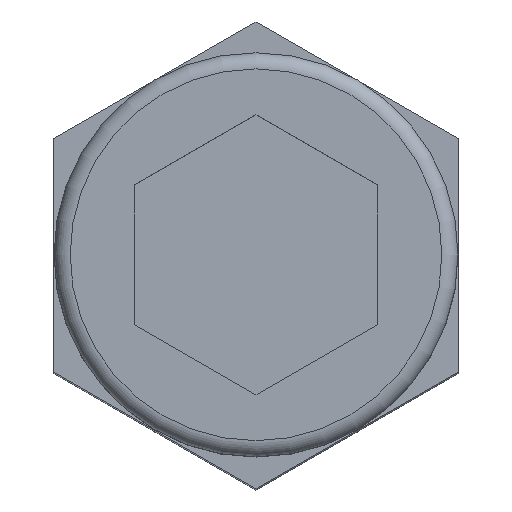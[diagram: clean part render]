
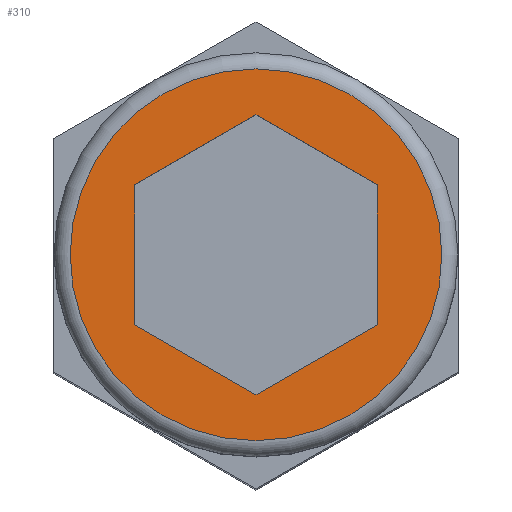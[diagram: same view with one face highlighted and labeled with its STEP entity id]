
A CAD part, top view. The second image highlights one B-rep face of the part: STEP entity #310.
In plain terms, the highlighted planar face has unit normal (0, 0, 1).
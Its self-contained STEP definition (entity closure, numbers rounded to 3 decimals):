
#310 = ADVANCED_FACE('',(#311,#322),#372,.F.);
#311 = FACE_BOUND('',#312,.T.);
#312 = EDGE_LOOP('',(#313));
#313 = ORIENTED_EDGE('',*,*,#314,.F.);
#314 = EDGE_CURVE('',#315,#315,#317,.T.);
#315 = VERTEX_POINT('',#316);
#316 = CARTESIAN_POINT('',(2.3,0.,2.));
#317 = CIRCLE('',#318,2.3);
#318 = AXIS2_PLACEMENT_3D('',#319,#320,#321);
#319 = CARTESIAN_POINT('',(0.,0.,2.));
#320 = DIRECTION('',(0.,0.,-1.));
#321 = DIRECTION('',(1.,0.,0.));
#322 = FACE_BOUND('',#323,.T.);
#323 = EDGE_LOOP('',(#324,#334,#342,#350,#358,#366));
#324 = ORIENTED_EDGE('',*,*,#325,.F.);
#325 = EDGE_CURVE('',#326,#328,#330,.T.);
#326 = VERTEX_POINT('',#327);
#327 = CARTESIAN_POINT('',(-0.866,1.5,2.));
#328 = VERTEX_POINT('',#329);
#329 = CARTESIAN_POINT('',(-1.732,0.,2.));
#330 = LINE('',#331,#332);
#331 = CARTESIAN_POINT('',(-0.866,1.5,2.));
#332 = VECTOR('',#333,1.);
#333 = DIRECTION('',(-0.5,-0.866,0.)
  );
#334 = ORIENTED_EDGE('',*,*,#335,.F.);
#335 = EDGE_CURVE('',#336,#326,#338,.T.);
#336 = VERTEX_POINT('',#337);
#337 = CARTESIAN_POINT('',(0.866,1.5,2.));
#338 = LINE('',#339,#340);
#339 = CARTESIAN_POINT('',(0.866,1.5,2.));
#340 = VECTOR('',#341,1.);
#341 = DIRECTION('',(-1.,0.,0.));
#342 = ORIENTED_EDGE('',*,*,#343,.F.);
#343 = EDGE_CURVE('',#344,#336,#346,.T.);
#344 = VERTEX_POINT('',#345);
#345 = CARTESIAN_POINT('',(1.732,0.,2.));
#346 = LINE('',#347,#348);
#347 = CARTESIAN_POINT('',(1.732,0.,2.));
#348 = VECTOR('',#349,1.);
#349 = DIRECTION('',(-0.5,0.866,0.)
  );
#350 = ORIENTED_EDGE('',*,*,#351,.F.);
#351 = EDGE_CURVE('',#352,#344,#354,.T.);
#352 = VERTEX_POINT('',#353);
#353 = CARTESIAN_POINT('',(0.866,-1.5,2.));
#354 = LINE('',#355,#356);
#355 = CARTESIAN_POINT('',(0.866,-1.5,2.));
#356 = VECTOR('',#357,1.);
#357 = DIRECTION('',(0.5,0.866,0.));
#358 = ORIENTED_EDGE('',*,*,#359,.F.);
#359 = EDGE_CURVE('',#360,#352,#362,.T.);
#360 = VERTEX_POINT('',#361);
#361 = CARTESIAN_POINT('',(-0.866,-1.5,2.));
#362 = LINE('',#363,#364);
#363 = CARTESIAN_POINT('',(-0.866,-1.5,2.));
#364 = VECTOR('',#365,1.);
#365 = DIRECTION('',(1.,0.,0.));
#366 = ORIENTED_EDGE('',*,*,#367,.F.);
#367 = EDGE_CURVE('',#328,#360,#368,.T.);
#368 = LINE('',#369,#370);
#369 = CARTESIAN_POINT('',(-1.732,0.,2.));
#370 = VECTOR('',#371,1.);
#371 = DIRECTION('',(0.5,-0.866,0.)
  );
#372 = PLANE('',#373);
#373 = AXIS2_PLACEMENT_3D('',#374,#375,#376);
#374 = CARTESIAN_POINT('',(0.,0.,2.));
#375 = DIRECTION('',(0.,0.,-1.));
#376 = DIRECTION('',(1.,0.,0.));
